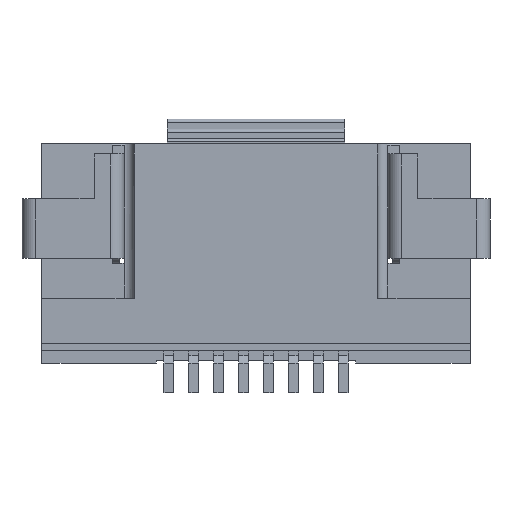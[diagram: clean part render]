
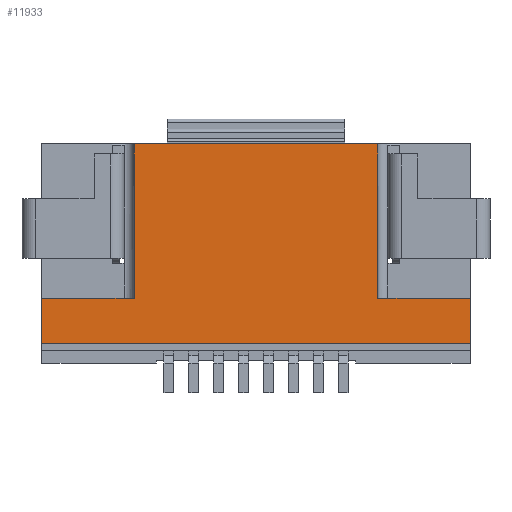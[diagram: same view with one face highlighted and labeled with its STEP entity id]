
A CAD part, front view. The second image highlights one B-rep face of the part: STEP entity #11933.
In plain terms, the highlighted planar face has unit normal (0, -1, 0).
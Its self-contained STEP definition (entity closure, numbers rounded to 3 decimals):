
#233=DIRECTION('',(1.,0.,0.));
#234=VECTOR('',#233,4.9);
#235=CARTESIAN_POINT('',(-2.45,0.,0.));
#236=LINE('',#235,#234);
#1634=DIRECTION('',(0.,0.,-1.));
#1635=VECTOR('',#1634,0.9);
#1636=CARTESIAN_POINT('',(4.3,0.,-3.1));
#1637=LINE('',#1636,#1635);
#2561=DIRECTION('',(1.,0.,0.));
#2562=VECTOR('',#2561,8.6);
#2563=CARTESIAN_POINT('',(-4.3,0.,-4.));
#2564=LINE('',#2563,#2562);
#2565=DIRECTION('',(0.,0.,-1.));
#2566=VECTOR('',#2565,0.9);
#2567=CARTESIAN_POINT('',(-4.3,0.,-3.1));
#2568=LINE('',#2567,#2566);
#2569=DIRECTION('',(1.,0.,0.));
#2570=VECTOR('',#2569,1.85);
#2571=CARTESIAN_POINT('',(-4.3,0.,-3.1));
#2572=LINE('',#2571,#2570);
#2573=DIRECTION('',(0.,0.,-1.));
#2574=VECTOR('',#2573,3.1);
#2575=CARTESIAN_POINT('',(-2.45,0.,0.));
#2576=LINE('',#2575,#2574);
#2577=DIRECTION('',(0.,0.,-1.));
#2578=VECTOR('',#2577,3.1);
#2579=CARTESIAN_POINT('',(2.45,0.,0.));
#2580=LINE('',#2579,#2578);
#2581=DIRECTION('',(1.,0.,0.));
#2582=VECTOR('',#2581,1.85);
#2583=CARTESIAN_POINT('',(2.45,0.,-3.1));
#2584=LINE('',#2583,#2582);
#6772=CARTESIAN_POINT('',(-4.3,0.,-3.1));
#6773=CARTESIAN_POINT('',(-2.45,0.,-3.1));
#6774=VERTEX_POINT('',#6772);
#6775=VERTEX_POINT('',#6773);
#6776=CARTESIAN_POINT('',(2.45,0.,-3.1));
#6777=CARTESIAN_POINT('',(4.3,0.,-3.1));
#6778=VERTEX_POINT('',#6776);
#6779=VERTEX_POINT('',#6777);
#6780=CARTESIAN_POINT('',(-2.45,0.,0.));
#6781=VERTEX_POINT('',#6780);
#6782=CARTESIAN_POINT('',(2.45,0.,0.));
#6783=VERTEX_POINT('',#6782);
#6888=CARTESIAN_POINT('',(-4.3,0.,-4.));
#6889=CARTESIAN_POINT('',(4.3,0.,-4.));
#6890=VERTEX_POINT('',#6888);
#6891=VERTEX_POINT('',#6889);
#11913=CARTESIAN_POINT('',(-4.3,0.,0.));
#11914=DIRECTION('',(0.,-1.,0.));
#11915=DIRECTION('',(1.,0.,0.));
#11916=AXIS2_PLACEMENT_3D('',#11913,#11914,#11915);
#11917=PLANE('',#11916);
#11919=ORIENTED_EDGE('',*,*,#11918,.F.);
#11921=ORIENTED_EDGE('',*,*,#11920,.F.);
#11923=ORIENTED_EDGE('',*,*,#11922,.T.);
#11924=ORIENTED_EDGE('',*,*,#11906,.F.);
#11925=ORIENTED_EDGE('',*,*,#9017,.T.);
#11927=ORIENTED_EDGE('',*,*,#11926,.T.);
#11929=ORIENTED_EDGE('',*,*,#11928,.T.);
#11930=ORIENTED_EDGE('',*,*,#10727,.T.);
#11931=EDGE_LOOP('',(#11919,#11921,#11923,#11924,#11925,#11927,#11929,#11930));
#11932=FACE_OUTER_BOUND('',#11931,.F.);
#11933=ADVANCED_FACE('',(#11932),#11917,.T.);
#9017=EDGE_CURVE('',#6781,#6783,#236,.T.);
#10727=EDGE_CURVE('',#6779,#6891,#1637,.T.);
#11906=EDGE_CURVE('',#6781,#6775,#2576,.T.);
#11918=EDGE_CURVE('',#6890,#6891,#2564,.T.);
#11920=EDGE_CURVE('',#6774,#6890,#2568,.T.);
#11922=EDGE_CURVE('',#6774,#6775,#2572,.T.);
#11926=EDGE_CURVE('',#6783,#6778,#2580,.T.);
#11928=EDGE_CURVE('',#6778,#6779,#2584,.T.);
